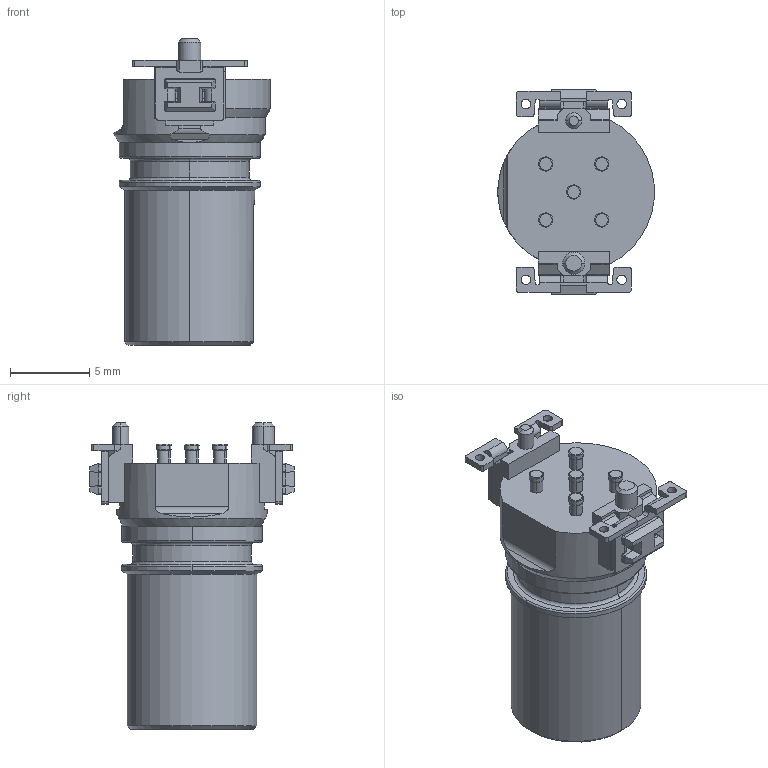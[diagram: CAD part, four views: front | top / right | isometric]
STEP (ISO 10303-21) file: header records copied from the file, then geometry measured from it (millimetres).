
FILE_DESCRIPTION((''),'2;1');
FILE_NAME('1411913','2014-03-05T',('bthumm'),(''),'PRO/ENGINEER BY PARAMETRIC TECHNOLOGY CORPORATION, 2013230','PRO/ENGINEER BY PARAMETRIC TECHNOLOGY CORPORATION, 2013230','');
FILE_SCHEMA(('AUTOMOTIVE_DESIGN { 1 0 10303 214 1 1 1 1 }'));
Length unit declared in the file: millimetre
Products named in the file (1): 1411913
Bounding box: 9.88 x 12.9 x 19.35 mm (x, y, z)
Volume: 975.3 mm3; surface area: 911.4 mm2
Topology: 1 solids, 1 shells, 646 faces, 1754 edges, 1132 vertices
Faces by surface type: plane 425, cylinder 173, cone 30, torus 18
Entity records: 20542 total; most frequent: CARTESIAN_POINT 3893, ORIENTED_EDGE 3508, DIRECTION 3373, EDGE_CURVE 1754, VECTOR 1273, LINE 1273, VERTEX_POINT 1132, AXIS2_PLACEMENT_3D 1050
